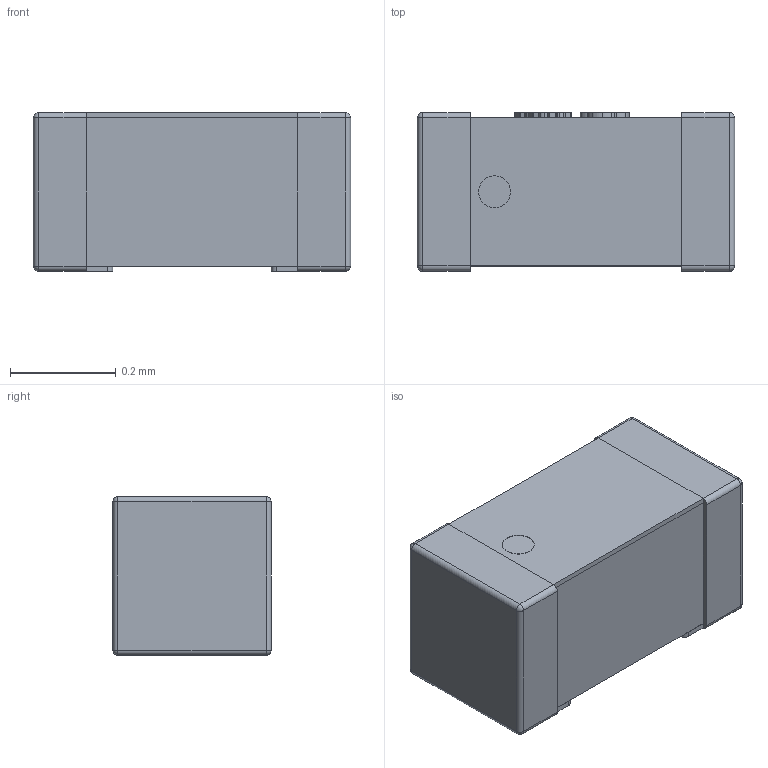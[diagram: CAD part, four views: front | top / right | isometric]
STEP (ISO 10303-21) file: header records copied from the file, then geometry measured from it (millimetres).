
FILE_DESCRIPTION (( 'STEP AP214' ), '1' );
FILE_NAME ('L0201-RD.step', '2022-07-09T01:21:17', ( '' ), ( '' ), 'SwSTEP 2.0', 'SolidWorks 2020', '' );
FILE_SCHEMA (( 'AUTOMOTIVE_DESIGN' ));
Length unit declared in the file: millimetre
Products named in the file (1): L0201-RD
Bounding box: 0.6 x 0.3 x 0.3 mm (x, y, z)
Volume: 0.1 mm3; surface area: 1.5 mm2
Topology: 4 solids, 4 shells, 346 faces, 913 edges, 594 vertices
Faces by surface type: plane 204, bspline 112, cylinder 22, sphere 8
Entity records: 15588 total; most frequent: CARTESIAN_POINT 3950, ORIENTED_EDGE 1810, DIRECTION 1191, EDGE_CURVE 905, VECTOR 633, LINE 633, VERTEX_POINT 594, EDGE_LOOP 373
